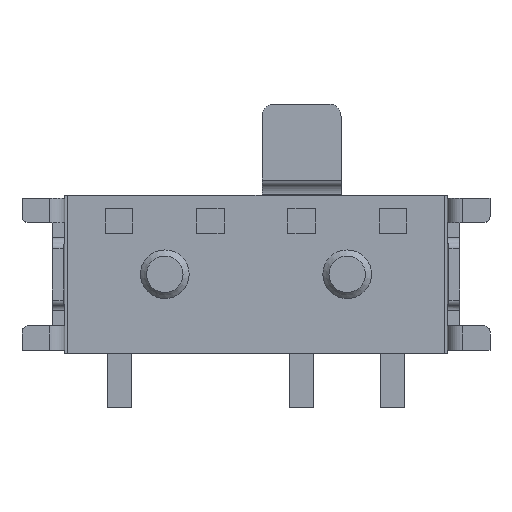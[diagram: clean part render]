
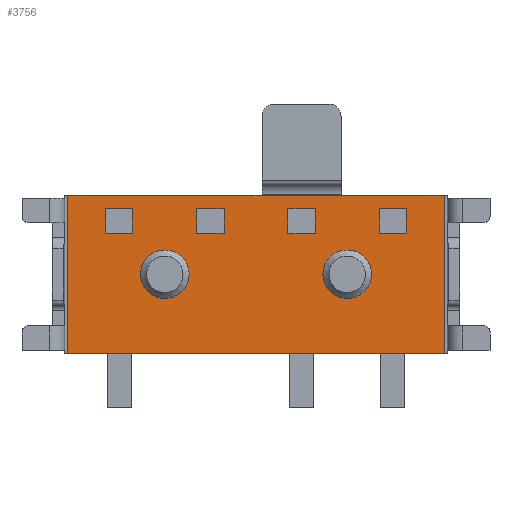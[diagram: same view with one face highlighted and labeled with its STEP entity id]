
A CAD part, front view. The second image highlights one B-rep face of the part: STEP entity #3756.
In plain terms, the highlighted planar face has unit normal (0, -1, 0).
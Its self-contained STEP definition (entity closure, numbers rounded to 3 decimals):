
#88=CIRCLE('',#3987,0.4);
#89=CIRCLE('',#3988,0.4);
#90=CIRCLE('',#3989,0.4);
#91=CIRCLE('',#3990,0.4);
#194=FACE_BOUND('',#407,.T.);
#195=FACE_BOUND('',#408,.T.);
#196=FACE_BOUND('',#409,.T.);
#197=FACE_BOUND('',#410,.T.);
#198=FACE_BOUND('',#411,.T.);
#199=FACE_BOUND('',#412,.T.);
#203=FACE_OUTER_BOUND('',#406,.T.);
#406=EDGE_LOOP('',(#2463,#2464,#2465,#2466,#2467,#2468,#2469,#2470,#2471,
#2472));
#407=EDGE_LOOP('',(#2473,#2474,#2475,#2476));
#408=EDGE_LOOP('',(#2477,#2478,#2479,#2480));
#409=EDGE_LOOP('',(#2481,#2482,#2483,#2484));
#410=EDGE_LOOP('',(#2485,#2486,#2487,#2488));
#411=EDGE_LOOP('',(#2489,#2490));
#412=EDGE_LOOP('',(#2491,#2492));
#615=LINE('',#5386,#1068);
#617=LINE('',#5392,#1070);
#623=LINE('',#5404,#1076);
#624=LINE('',#5407,#1077);
#625=LINE('',#5409,#1078);
#626=LINE('',#5411,#1079);
#627=LINE('',#5413,#1080);
#628=LINE('',#5414,#1081);
#629=LINE('',#5415,#1082);
#630=LINE('',#5416,#1083);
#631=LINE('',#5419,#1084);
#632=LINE('',#5421,#1085);
#633=LINE('',#5423,#1086);
#634=LINE('',#5424,#1087);
#635=LINE('',#5427,#1088);
#636=LINE('',#5429,#1089);
#637=LINE('',#5431,#1090);
#638=LINE('',#5432,#1091);
#639=LINE('',#5435,#1092);
#640=LINE('',#5437,#1093);
#641=LINE('',#5439,#1094);
#642=LINE('',#5440,#1095);
#643=LINE('',#5443,#1096);
#644=LINE('',#5445,#1097);
#645=LINE('',#5447,#1098);
#646=LINE('',#5448,#1099);
#1068=VECTOR('',#4304,10.);
#1070=VECTOR('',#4308,10.);
#1076=VECTOR('',#4316,10.);
#1077=VECTOR('',#4319,10.);
#1078=VECTOR('',#4320,10.);
#1079=VECTOR('',#4321,10.);
#1080=VECTOR('',#4322,10.);
#1081=VECTOR('',#4323,10.);
#1082=VECTOR('',#4324,10.);
#1083=VECTOR('',#4325,10.);
#1084=VECTOR('',#4326,10.);
#1085=VECTOR('',#4327,10.);
#1086=VECTOR('',#4328,10.);
#1087=VECTOR('',#4329,10.);
#1088=VECTOR('',#4330,10.);
#1089=VECTOR('',#4331,10.);
#1090=VECTOR('',#4332,10.);
#1091=VECTOR('',#4333,10.);
#1092=VECTOR('',#4334,10.);
#1093=VECTOR('',#4335,10.);
#1094=VECTOR('',#4336,10.);
#1095=VECTOR('',#4337,10.);
#1096=VECTOR('',#4338,10.);
#1097=VECTOR('',#4339,10.);
#1098=VECTOR('',#4340,10.);
#1099=VECTOR('',#4341,10.);
#1519=VERTEX_POINT('',#5380);
#1521=VERTEX_POINT('',#5384);
#1522=VERTEX_POINT('',#5388);
#1524=VERTEX_POINT('',#5391);
#1527=VERTEX_POINT('',#5398);
#1529=VERTEX_POINT('',#5402);
#1530=VERTEX_POINT('',#5406);
#1531=VERTEX_POINT('',#5408);
#1532=VERTEX_POINT('',#5410);
#1533=VERTEX_POINT('',#5412);
#1534=VERTEX_POINT('',#5417);
#1535=VERTEX_POINT('',#5418);
#1536=VERTEX_POINT('',#5420);
#1537=VERTEX_POINT('',#5422);
#1538=VERTEX_POINT('',#5425);
#1539=VERTEX_POINT('',#5426);
#1540=VERTEX_POINT('',#5428);
#1541=VERTEX_POINT('',#5430);
#1542=VERTEX_POINT('',#5433);
#1543=VERTEX_POINT('',#5434);
#1544=VERTEX_POINT('',#5436);
#1545=VERTEX_POINT('',#5438);
#1546=VERTEX_POINT('',#5441);
#1547=VERTEX_POINT('',#5442);
#1548=VERTEX_POINT('',#5444);
#1549=VERTEX_POINT('',#5446);
#1550=VERTEX_POINT('',#5449);
#1551=VERTEX_POINT('',#5450);
#1552=VERTEX_POINT('',#5453);
#1553=VERTEX_POINT('',#5454);
#1887=EDGE_CURVE('',#1521,#1519,#615,.T.);
#1889=EDGE_CURVE('',#1522,#1524,#617,.T.);
#1895=EDGE_CURVE('',#1529,#1527,#623,.T.);
#1896=EDGE_CURVE('',#1530,#1521,#624,.T.);
#1897=EDGE_CURVE('',#1531,#1530,#625,.T.);
#1898=EDGE_CURVE('',#1532,#1531,#626,.T.);
#1899=EDGE_CURVE('',#1533,#1532,#627,.T.);
#1900=EDGE_CURVE('',#1524,#1533,#628,.T.);
#1901=EDGE_CURVE('',#1527,#1522,#629,.T.);
#1902=EDGE_CURVE('',#1519,#1529,#630,.T.);
#1903=EDGE_CURVE('',#1534,#1535,#631,.T.);
#1904=EDGE_CURVE('',#1536,#1534,#632,.T.);
#1905=EDGE_CURVE('',#1537,#1536,#633,.T.);
#1906=EDGE_CURVE('',#1535,#1537,#634,.T.);
#1907=EDGE_CURVE('',#1538,#1539,#635,.T.);
#1908=EDGE_CURVE('',#1540,#1538,#636,.T.);
#1909=EDGE_CURVE('',#1541,#1540,#637,.T.);
#1910=EDGE_CURVE('',#1539,#1541,#638,.T.);
#1911=EDGE_CURVE('',#1542,#1543,#639,.T.);
#1912=EDGE_CURVE('',#1544,#1542,#640,.T.);
#1913=EDGE_CURVE('',#1545,#1544,#641,.T.);
#1914=EDGE_CURVE('',#1543,#1545,#642,.T.);
#1915=EDGE_CURVE('',#1546,#1547,#643,.T.);
#1916=EDGE_CURVE('',#1548,#1546,#644,.T.);
#1917=EDGE_CURVE('',#1549,#1548,#645,.T.);
#1918=EDGE_CURVE('',#1547,#1549,#646,.T.);
#1919=EDGE_CURVE('',#1550,#1551,#88,.T.);
#1920=EDGE_CURVE('',#1551,#1550,#89,.T.);
#1921=EDGE_CURVE('',#1552,#1553,#90,.T.);
#1922=EDGE_CURVE('',#1553,#1552,#91,.T.);
#2463=ORIENTED_EDGE('',*,*,#1896,.F.);
#2464=ORIENTED_EDGE('',*,*,#1897,.F.);
#2465=ORIENTED_EDGE('',*,*,#1898,.F.);
#2466=ORIENTED_EDGE('',*,*,#1899,.F.);
#2467=ORIENTED_EDGE('',*,*,#1900,.F.);
#2468=ORIENTED_EDGE('',*,*,#1889,.F.);
#2469=ORIENTED_EDGE('',*,*,#1901,.F.);
#2470=ORIENTED_EDGE('',*,*,#1895,.F.);
#2471=ORIENTED_EDGE('',*,*,#1902,.F.);
#2472=ORIENTED_EDGE('',*,*,#1887,.F.);
#2473=ORIENTED_EDGE('',*,*,#1903,.F.);
#2474=ORIENTED_EDGE('',*,*,#1904,.F.);
#2475=ORIENTED_EDGE('',*,*,#1905,.F.);
#2476=ORIENTED_EDGE('',*,*,#1906,.F.);
#2477=ORIENTED_EDGE('',*,*,#1907,.F.);
#2478=ORIENTED_EDGE('',*,*,#1908,.F.);
#2479=ORIENTED_EDGE('',*,*,#1909,.F.);
#2480=ORIENTED_EDGE('',*,*,#1910,.F.);
#2481=ORIENTED_EDGE('',*,*,#1911,.F.);
#2482=ORIENTED_EDGE('',*,*,#1912,.F.);
#2483=ORIENTED_EDGE('',*,*,#1913,.F.);
#2484=ORIENTED_EDGE('',*,*,#1914,.F.);
#2485=ORIENTED_EDGE('',*,*,#1915,.F.);
#2486=ORIENTED_EDGE('',*,*,#1916,.F.);
#2487=ORIENTED_EDGE('',*,*,#1917,.F.);
#2488=ORIENTED_EDGE('',*,*,#1918,.F.);
#2489=ORIENTED_EDGE('',*,*,#1919,.F.);
#2490=ORIENTED_EDGE('',*,*,#1920,.F.);
#2491=ORIENTED_EDGE('',*,*,#1921,.F.);
#2492=ORIENTED_EDGE('',*,*,#1922,.F.);
#3588=PLANE('',#3986);
#3756=ADVANCED_FACE('',(#203,#194,#195,#196,#197,#198,#199),#3588,.T.);
#3986=AXIS2_PLACEMENT_3D('',#5405,#4317,#4318);
#3987=AXIS2_PLACEMENT_3D('',#5451,#4342,#4343);
#3988=AXIS2_PLACEMENT_3D('',#5452,#4344,#4345);
#3989=AXIS2_PLACEMENT_3D('',#5455,#4346,#4347);
#3990=AXIS2_PLACEMENT_3D('',#5456,#4348,#4349);
#4304=DIRECTION('',(-1.,0.,0.));
#4308=DIRECTION('',(-1.,0.,0.));
#4316=DIRECTION('',(-1.,0.,0.));
#4317=DIRECTION('center_axis',(0.,-1.,0.));
#4318=DIRECTION('ref_axis',(1.,0.,0.));
#4319=DIRECTION('',(-1.,0.,0.));
#4320=DIRECTION('',(0.,0.,-1.));
#4321=DIRECTION('',(1.,0.,0.));
#4322=DIRECTION('',(0.,0.,1.));
#4323=DIRECTION('',(-1.,0.,0.));
#4324=DIRECTION('',(-1.,0.,0.));
#4325=DIRECTION('',(-1.,0.,0.));
#4326=DIRECTION('',(0.,0.,1.));
#4327=DIRECTION('',(1.,0.,0.));
#4328=DIRECTION('',(0.,0.,-1.));
#4329=DIRECTION('',(-1.,0.,0.));
#4330=DIRECTION('',(0.,0.,1.));
#4331=DIRECTION('',(1.,0.,0.));
#4332=DIRECTION('',(0.,0.,-1.));
#4333=DIRECTION('',(-1.,0.,0.));
#4334=DIRECTION('',(0.,0.,1.));
#4335=DIRECTION('',(1.,0.,0.));
#4336=DIRECTION('',(0.,0.,-1.));
#4337=DIRECTION('',(-1.,0.,0.));
#4338=DIRECTION('',(0.,0.,1.));
#4339=DIRECTION('',(1.,0.,0.));
#4340=DIRECTION('',(0.,0.,-1.));
#4341=DIRECTION('',(-1.,0.,0.));
#4342=DIRECTION('center_axis',(0.,-1.,0.));
#4343=DIRECTION('ref_axis',(-1.,0.,0.));
#4344=DIRECTION('center_axis',(0.,-1.,0.));
#4345=DIRECTION('ref_axis',(-1.,0.,0.));
#4346=DIRECTION('center_axis',(0.,-1.,0.));
#4347=DIRECTION('ref_axis',(-1.,0.,0.));
#4348=DIRECTION('center_axis',(0.,-1.,0.));
#4349=DIRECTION('ref_axis',(-1.,0.,0.));
#5380=CARTESIAN_POINT('',(2.05,0.01,-1.3));
#5384=CARTESIAN_POINT('',(2.45,0.01,-1.3));
#5386=CARTESIAN_POINT('',(-3.1,0.01,-1.3));
#5388=CARTESIAN_POINT('',(-2.05,0.01,-1.3));
#5391=CARTESIAN_POINT('',(-2.45,0.01,-1.3));
#5392=CARTESIAN_POINT('',(-3.1,0.01,-1.3));
#5398=CARTESIAN_POINT('',(0.55,0.01,-1.3));
#5402=CARTESIAN_POINT('',(0.95,0.01,-1.3));
#5404=CARTESIAN_POINT('',(-3.1,0.01,-1.3));
#5405=CARTESIAN_POINT('Origin',(0.,0.01,-0.45));
#5406=CARTESIAN_POINT('',(3.1,0.01,-1.3));
#5407=CARTESIAN_POINT('',(0.,0.01,-1.3));
#5408=CARTESIAN_POINT('',(3.1,0.01,1.3));
#5409=CARTESIAN_POINT('',(3.1,0.01,0.425));
#5410=CARTESIAN_POINT('',(-3.1,0.01,1.3));
#5411=CARTESIAN_POINT('',(0.,0.01,1.3));
#5412=CARTESIAN_POINT('',(-3.1,0.01,-1.3));
#5413=CARTESIAN_POINT('',(-3.1,0.01,0.425));
#5414=CARTESIAN_POINT('',(0.,0.01,-1.3));
#5415=CARTESIAN_POINT('',(0.,0.01,-1.3));
#5416=CARTESIAN_POINT('',(0.,0.01,-1.3));
#5417=CARTESIAN_POINT('',(-0.525,0.01,0.677));
#5418=CARTESIAN_POINT('',(-0.525,0.01,1.075));
#5419=CARTESIAN_POINT('',(-0.525,0.01,0.313));
#5420=CARTESIAN_POINT('',(-0.975,0.01,0.677));
#5421=CARTESIAN_POINT('',(-0.263,0.01,0.677));
#5422=CARTESIAN_POINT('',(-0.975,0.01,1.075));
#5423=CARTESIAN_POINT('',(-0.975,0.01,0.114));
#5424=CARTESIAN_POINT('',(-0.488,0.01,1.075));
#5425=CARTESIAN_POINT('',(2.475,0.01,0.677));
#5426=CARTESIAN_POINT('',(2.475,0.01,1.075));
#5427=CARTESIAN_POINT('',(2.475,0.01,0.313));
#5428=CARTESIAN_POINT('',(2.025,0.01,0.677));
#5429=CARTESIAN_POINT('',(1.238,0.01,0.677));
#5430=CARTESIAN_POINT('',(2.025,0.01,1.075));
#5431=CARTESIAN_POINT('',(2.025,0.01,0.114));
#5432=CARTESIAN_POINT('',(1.013,0.01,1.075));
#5433=CARTESIAN_POINT('',(0.975,0.01,0.677));
#5434=CARTESIAN_POINT('',(0.975,0.01,1.075));
#5435=CARTESIAN_POINT('',(0.975,0.01,0.313));
#5436=CARTESIAN_POINT('',(0.525,0.01,0.677));
#5437=CARTESIAN_POINT('',(0.488,0.01,0.677));
#5438=CARTESIAN_POINT('',(0.525,0.01,1.075));
#5439=CARTESIAN_POINT('',(0.525,0.01,0.114));
#5440=CARTESIAN_POINT('',(0.263,0.01,1.075));
#5441=CARTESIAN_POINT('',(-2.025,0.01,0.677));
#5442=CARTESIAN_POINT('',(-2.025,0.01,1.075));
#5443=CARTESIAN_POINT('',(-2.025,0.01,0.313));
#5444=CARTESIAN_POINT('',(-2.475,0.01,0.677));
#5445=CARTESIAN_POINT('',(-1.013,0.01,0.677));
#5446=CARTESIAN_POINT('',(-2.475,0.01,1.075));
#5447=CARTESIAN_POINT('',(-2.475,0.01,0.114));
#5448=CARTESIAN_POINT('',(-1.238,0.01,1.075));
#5449=CARTESIAN_POINT('',(-1.1,0.01,0.));
#5450=CARTESIAN_POINT('',(-1.5,0.01,-0.4));
#5451=CARTESIAN_POINT('Origin',(-1.5,0.01,0.));
#5452=CARTESIAN_POINT('Origin',(-1.5,0.01,0.));
#5453=CARTESIAN_POINT('',(1.9,0.01,0.));
#5454=CARTESIAN_POINT('',(1.5,0.01,-0.4));
#5455=CARTESIAN_POINT('Origin',(1.5,0.01,0.));
#5456=CARTESIAN_POINT('Origin',(1.5,0.01,0.));
